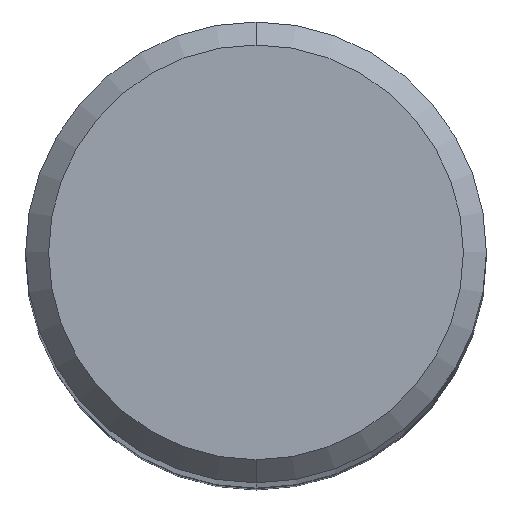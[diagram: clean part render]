
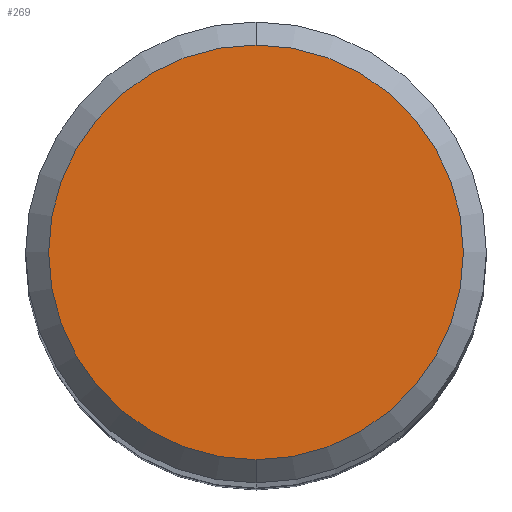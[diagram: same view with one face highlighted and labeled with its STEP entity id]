
A CAD part, top view. The second image highlights one B-rep face of the part: STEP entity #269.
In plain terms, the highlighted planar face has unit normal (0, 0, 1).
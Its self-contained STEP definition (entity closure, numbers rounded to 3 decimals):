
#145=VERTEX_POINT('',#377);
#221=VERTEX_POINT('',#460);
#269=ADVANCED_FACE('',(#513),#514,.T.);
#299=EDGE_CURVE('',#145,#221,#550,.T.);
#315=EDGE_CURVE('',#221,#145,#568,.T.);
#377=CARTESIAN_POINT('',(0.,-3.6,0.0));
#460=CARTESIAN_POINT('',(0.0,3.6,0.0));
#513=FACE_OUTER_BOUND('',#812,.T.);
#514=PLANE('',#813);
#550=CIRCLE('',#856,3.6);
#568=CIRCLE('',#880,3.6);
#812=EDGE_LOOP('',(#1096,#1097));
#813=AXIS2_PLACEMENT_3D('',#1098,#1099,#1100);
#856=AXIS2_PLACEMENT_3D('',#1162,#1163,#1164);
#880=AXIS2_PLACEMENT_3D('',#1178,#1179,#1180);
#1096=ORIENTED_EDGE('',*,*,#315,.F.);
#1097=ORIENTED_EDGE('',*,*,#299,.F.);
#1098=CARTESIAN_POINT('',(0.0,1.8,0.0));
#1099=DIRECTION('',(-0.0,0.0,1.0));
#1100=DIRECTION('',(0.0,-1.0,0.0));
#1162=CARTESIAN_POINT('',(0.0,0.0,0.0));
#1163=DIRECTION('',(0.0,0.0,-1.0));
#1164=DIRECTION('',(0.0,1.0,0.0));
#1178=CARTESIAN_POINT('',(0.0,0.0,0.0));
#1179=DIRECTION('',(0.0,0.0,-1.0));
#1180=DIRECTION('',(0.0,1.0,0.0));
